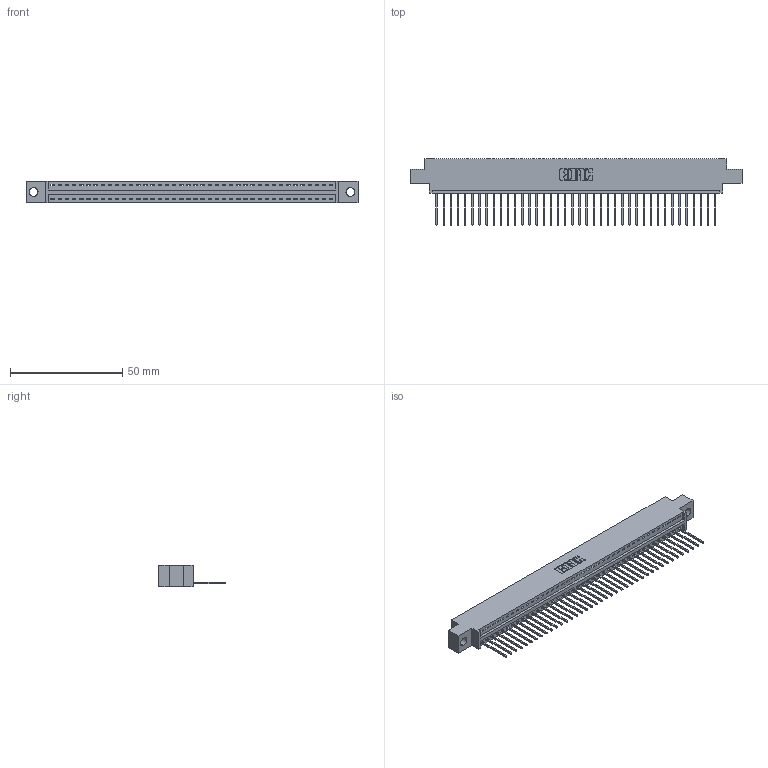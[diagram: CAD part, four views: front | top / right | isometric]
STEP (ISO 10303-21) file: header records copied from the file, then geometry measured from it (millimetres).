
FILE_DESCRIPTION (( 'STEP AP203' ), '1' );
FILE_NAME ('346-040-540-604.STEP', '2022-05-07T09:49:23', ( '' ), ( '' ), 'SwSTEP 2.0', 'SolidWorks 2020', '' );
FILE_SCHEMA (( 'CONFIG_CONTROL_DESIGN' ));
Length unit declared in the file: inch
Products named in the file (3): 345-292-001_345-293-140; 346 Part_0.170 Offset - 0.156 Dia-TH; 346-040-540-604
Assembly tree (41 placements, depth 2):
  346-040-540-604
    346 Part_0.170 Offset - 0.156 Dia-TH
    345-292-001_345-293-140  x40
Bounding box: 147.57 x 29.46 x 9.4 mm (x, y, z)
Volume: 13905.9 mm3; surface area: 17752.1 mm2
Topology: 41 solids, 41 shells, 2460 faces, 7417 edges, 4890 vertices
Faces by surface type: plane 1694, cylinder 766
Entity records: 25663 total; most frequent: CARTESIAN_POINT 4410, ORIENTED_EDGE 4382, DIRECTION 3891, EDGE_CURVE 2191, LINE 1899, VECTOR 1899, VERTEX_POINT 1458, AXIS2_PLACEMENT_3D 996
